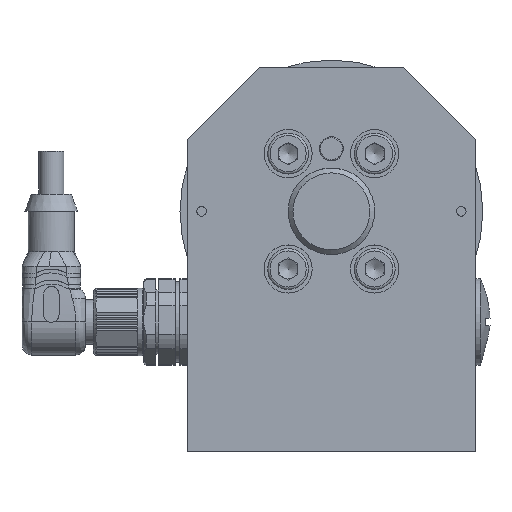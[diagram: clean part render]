
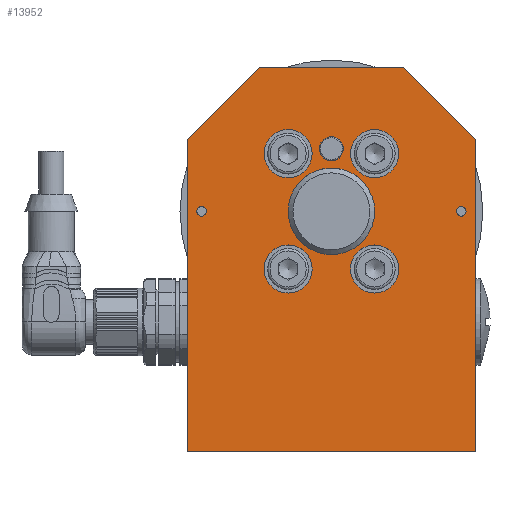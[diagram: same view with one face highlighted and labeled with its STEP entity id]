
A CAD part, top view. The second image highlights one B-rep face of the part: STEP entity #13952.
In plain terms, the highlighted planar face has unit normal (0, 0, 1).
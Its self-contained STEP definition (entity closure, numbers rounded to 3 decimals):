
#99 = DIRECTION ( 'NONE',  ( -0.707, -0.707, 0. ) ) ;
#155 = FACE_BOUND ( 'NONE', #27921, .T. ) ;
#749 = CARTESIAN_POINT ( 'NONE',  ( 15., 80., 13. ) ) ;
#1117 = VERTEX_POINT ( 'NONE', #12835 ) ;
#1128 = EDGE_CURVE ( 'NONE', #5701, #5701, #28685, .T. ) ;
#1138 = VERTEX_POINT ( 'NONE', #25707 ) ;
#1244 = CARTESIAN_POINT ( 'NONE',  ( 15., 80., 13. ) ) ;
#1345 = DIRECTION ( 'NONE',  ( 0., 1., 0. ) ) ;
#1479 = EDGE_CURVE ( 'NONE', #22826, #27742, #10962, .T. ) ;
#1854 = CARTESIAN_POINT ( 'NONE',  ( -4., 38., 13. ) ) ;
#1984 = CARTESIAN_POINT ( 'NONE',  ( -30., 65., 13. ) ) ;
#2057 = DIRECTION ( 'NONE',  ( 0., 0., 1. ) ) ;
#2531 = CIRCLE ( 'NONE', #4004, 5. ) ;
#2888 = EDGE_CURVE ( 'NONE', #22067, #22067, #5058, .T. ) ;
#2906 = VERTEX_POINT ( 'NONE', #26260 ) ;
#3006 = DIRECTION ( 'NONE',  ( 0., 0., 1. ) ) ;
#3140 = CARTESIAN_POINT ( 'NONE',  ( -4., 62., 13. ) ) ;
#3523 = ORIENTED_EDGE ( 'NONE', *, *, #12443, .F. ) ;
#3524 = AXIS2_PLACEMENT_3D ( 'NONE', #23692, #2057, #18438 ) ;
#3698 = DIRECTION ( 'NONE',  ( 0., 0., 1. ) ) ;
#3803 = EDGE_LOOP ( 'NONE', ( #10568 ) ) ;
#4004 = AXIS2_PLACEMENT_3D ( 'NONE', #24303, #29231, #17487 ) ;
#4794 = EDGE_LOOP ( 'NONE', ( #6947 ) ) ;
#5058 = CIRCLE ( 'NONE', #26284, 1. ) ;
#5195 = DIRECTION ( 'NONE',  ( 0., 0., -1. ) ) ;
#5203 = CARTESIAN_POINT ( 'NONE',  ( 27., 50., 13. ) ) ;
#5281 = CARTESIAN_POINT ( 'NONE',  ( -9., 50., 13. ) ) ;
#5459 = CIRCLE ( 'NONE', #10881, 1. ) ;
#5491 = CARTESIAN_POINT ( 'NONE',  ( 0., 50., 13. ) ) ;
#5506 = VECTOR ( 'NONE', #16103, 1000. ) ;
#5584 = VECTOR ( 'NONE', #29524, 1000. ) ;
#5677 = CIRCLE ( 'NONE', #25919, 5. ) ;
#5701 = VERTEX_POINT ( 'NONE', #20473 ) ;
#5727 = ORIENTED_EDGE ( 'NONE', *, *, #6633, .F. ) ;
#5834 = DIRECTION ( 'NONE',  ( -1., 0., 0. ) ) ;
#6233 = ORIENTED_EDGE ( 'NONE', *, *, #11270, .T. ) ;
#6536 = VERTEX_POINT ( 'NONE', #7723 ) ;
#6633 = EDGE_CURVE ( 'NONE', #19366, #19366, #5677, .T. ) ;
#6947 = ORIENTED_EDGE ( 'NONE', *, *, #2888, .F. ) ;
#6964 = AXIS2_PLACEMENT_3D ( 'NONE', #24600, #29530, #13271 ) ;
#7253 = CARTESIAN_POINT ( 'NONE',  ( -27., 50., 13. ) ) ;
#7280 = FACE_BOUND ( 'NONE', #8477, .T. ) ;
#7381 = CIRCLE ( 'NONE', #15759, 9. ) ;
#7426 = FACE_BOUND ( 'NONE', #19266, .T. ) ;
#7584 = FACE_BOUND ( 'NONE', #19713, .T. ) ;
#7723 = CARTESIAN_POINT ( 'NONE',  ( -30., 0., 13. ) ) ;
#8430 = ORIENTED_EDGE ( 'NONE', *, *, #13802, .T. ) ;
#8477 = EDGE_LOOP ( 'NONE', ( #27969 ) ) ;
#9139 = LINE ( 'NONE', #21199, #5506 ) ;
#9594 = FACE_BOUND ( 'NONE', #4794, .T. ) ;
#10026 = FACE_BOUND ( 'NONE', #15136, .T. ) ;
#10041 = LINE ( 'NONE', #16704, #24355 ) ;
#10268 = DIRECTION ( 'NONE',  ( 1., 0., 0. ) ) ;
#10425 = DIRECTION ( 'NONE',  ( 0., 0., 1. ) ) ;
#10568 = ORIENTED_EDGE ( 'NONE', *, *, #27413, .F. ) ;
#10881 = AXIS2_PLACEMENT_3D ( 'NONE', #5203, #10425, #10268 ) ;
#10914 = CARTESIAN_POINT ( 'NONE',  ( 30., 0., 13. ) ) ;
#10962 = LINE ( 'NONE', #1244, #5584 ) ;
#11270 = EDGE_CURVE ( 'NONE', #6536, #20876, #24780, .T. ) ;
#11508 = VECTOR ( 'NONE', #99, 1000. ) ;
#12034 = CARTESIAN_POINT ( 'NONE',  ( 14., 62., 13. ) ) ;
#12068 = ORIENTED_EDGE ( 'NONE', *, *, #1128, .F. ) ;
#12384 = EDGE_CURVE ( 'NONE', #1138, #24930, #18804, .T. ) ;
#12443 = EDGE_CURVE ( 'NONE', #1117, #1117, #5459, .T. ) ;
#12587 = EDGE_LOOP ( 'NONE', ( #3523 ) ) ;
#12796 = AXIS2_PLACEMENT_3D ( 'NONE', #16921, #3006, #28828 ) ;
#12835 = CARTESIAN_POINT ( 'NONE',  ( 28., 50., 13. ) ) ;
#13271 = DIRECTION ( 'NONE',  ( 1., 0., 0. ) ) ;
#13802 = EDGE_CURVE ( 'NONE', #24930, #6536, #9139, .T. ) ;
#13952 = ADVANCED_FACE ( 'NONE', ( #155, #9594, #24680, #10026, #7426, #27009, #7280, #7584, #16693 ), #19311, .F. ) ;
#14454 = CARTESIAN_POINT ( 'NONE',  ( -30., 65., 13. ) ) ;
#14600 = DIRECTION ( 'NONE',  ( -1., 0., 0. ) ) ;
#14631 = ORIENTED_EDGE ( 'NONE', *, *, #12384, .T. ) ;
#14833 = VERTEX_POINT ( 'NONE', #5281 ) ;
#15136 = EDGE_LOOP ( 'NONE', ( #5727 ) ) ;
#15188 = CARTESIAN_POINT ( 'NONE',  ( -30., 0., 13. ) ) ;
#15475 = VECTOR ( 'NONE', #29555, 1000. ) ;
#15577 = ORIENTED_EDGE ( 'NONE', *, *, #18977, .T. ) ;
#15759 = AXIS2_PLACEMENT_3D ( 'NONE', #5491, #5195, #14600 ) ;
#15876 = AXIS2_PLACEMENT_3D ( 'NONE', #23819, #21505, #5834 ) ;
#16103 = DIRECTION ( 'NONE',  ( 0., -1., 0. ) ) ;
#16324 = CIRCLE ( 'NONE', #6964, 5. ) ;
#16693 = FACE_OUTER_BOUND ( 'NONE', #18532, .T. ) ;
#16704 = CARTESIAN_POINT ( 'NONE',  ( -30., 80., 13. ) ) ;
#16921 = CARTESIAN_POINT ( 'NONE',  ( -9., 38., 13. ) ) ;
#17019 = ORIENTED_EDGE ( 'NONE', *, *, #30357, .T. ) ;
#17487 = DIRECTION ( 'NONE',  ( 1., 0., 0. ) ) ;
#18158 = EDGE_CURVE ( 'NONE', #14833, #14833, #7381, .T. ) ;
#18438 = DIRECTION ( 'NONE',  ( 1., 0., 0. ) ) ;
#18512 = LINE ( 'NONE', #10914, #23716 ) ;
#18532 = EDGE_LOOP ( 'NONE', ( #17019, #14631, #8430, #6233, #15577, #29947 ) ) ;
#18639 = ORIENTED_EDGE ( 'NONE', *, *, #28355, .F. ) ;
#18804 = LINE ( 'NONE', #14454, #11508 ) ;
#18977 = EDGE_CURVE ( 'NONE', #20876, #22826, #18512, .T. ) ;
#19266 = EDGE_LOOP ( 'NONE', ( #18639 ) ) ;
#19311 = PLANE ( 'NONE',  #15876 ) ;
#19366 = VERTEX_POINT ( 'NONE', #3140 ) ;
#19480 = DIRECTION ( 'NONE',  ( -1., 0., 0. ) ) ;
#19713 = EDGE_LOOP ( 'NONE', ( #20989 ) ) ;
#20473 = CARTESIAN_POINT ( 'NONE',  ( 2.5, 63., 13. ) ) ;
#20876 = VERTEX_POINT ( 'NONE', #29109 ) ;
#20989 = ORIENTED_EDGE ( 'NONE', *, *, #18158, .T. ) ;
#21199 = CARTESIAN_POINT ( 'NONE',  ( -30., 0., 13. ) ) ;
#21505 = DIRECTION ( 'NONE',  ( 0., 0., -1. ) ) ;
#21921 = CARTESIAN_POINT ( 'NONE',  ( -26., 50., 13. ) ) ;
#22067 = VERTEX_POINT ( 'NONE', #21921 ) ;
#22226 = CARTESIAN_POINT ( 'NONE',  ( -9., 62., 13. ) ) ;
#22685 = CIRCLE ( 'NONE', #12796, 5. ) ;
#22705 = CARTESIAN_POINT ( 'NONE',  ( 30., 65., 13. ) ) ;
#22826 = VERTEX_POINT ( 'NONE', #22705 ) ;
#23640 = DIRECTION ( 'NONE',  ( 0., 0., 1. ) ) ;
#23692 = CARTESIAN_POINT ( 'NONE',  ( 0., 63., 13. ) ) ;
#23716 = VECTOR ( 'NONE', #1345, 1000. ) ;
#23792 = DIRECTION ( 'NONE',  ( 1., 0., 0. ) ) ;
#23819 = CARTESIAN_POINT ( 'NONE',  ( 0., 0., 13. ) ) ;
#24303 = CARTESIAN_POINT ( 'NONE',  ( 9., 62., 13. ) ) ;
#24355 = VECTOR ( 'NONE', #19480, 1000. ) ;
#24562 = DIRECTION ( 'NONE',  ( 1., 0., 0. ) ) ;
#24600 = CARTESIAN_POINT ( 'NONE',  ( 9., 38., 13. ) ) ;
#24680 = FACE_BOUND ( 'NONE', #12587, .T. ) ;
#24780 = LINE ( 'NONE', #15188, #15475 ) ;
#24930 = VERTEX_POINT ( 'NONE', #1984 ) ;
#25707 = CARTESIAN_POINT ( 'NONE',  ( -15., 80., 13. ) ) ;
#25919 = AXIS2_PLACEMENT_3D ( 'NONE', #22226, #3698, #24562 ) ;
#26260 = CARTESIAN_POINT ( 'NONE',  ( 14., 38., 13. ) ) ;
#26284 = AXIS2_PLACEMENT_3D ( 'NONE', #7253, #23640, #23792 ) ;
#26378 = EDGE_CURVE ( 'NONE', #27985, #27985, #22685, .T. ) ;
#27009 = FACE_BOUND ( 'NONE', #3803, .T. ) ;
#27413 = EDGE_CURVE ( 'NONE', #2906, #2906, #16324, .T. ) ;
#27742 = VERTEX_POINT ( 'NONE', #749 ) ;
#27921 = EDGE_LOOP ( 'NONE', ( #12068 ) ) ;
#27969 = ORIENTED_EDGE ( 'NONE', *, *, #26378, .F. ) ;
#27985 = VERTEX_POINT ( 'NONE', #1854 ) ;
#28355 = EDGE_CURVE ( 'NONE', #28567, #28567, #2531, .T. ) ;
#28567 = VERTEX_POINT ( 'NONE', #12034 ) ;
#28685 = CIRCLE ( 'NONE', #3524, 2.5 ) ;
#28828 = DIRECTION ( 'NONE',  ( 1., 0., 0. ) ) ;
#29109 = CARTESIAN_POINT ( 'NONE',  ( 30., 0., 13. ) ) ;
#29231 = DIRECTION ( 'NONE',  ( 0., 0., 1. ) ) ;
#29524 = DIRECTION ( 'NONE',  ( -0.707, 0.707, 0. ) ) ;
#29530 = DIRECTION ( 'NONE',  ( 0., 0., 1. ) ) ;
#29555 = DIRECTION ( 'NONE',  ( 1., 0., 0. ) ) ;
#29947 = ORIENTED_EDGE ( 'NONE', *, *, #1479, .T. ) ;
#30357 = EDGE_CURVE ( 'NONE', #27742, #1138, #10041, .T. ) ;
